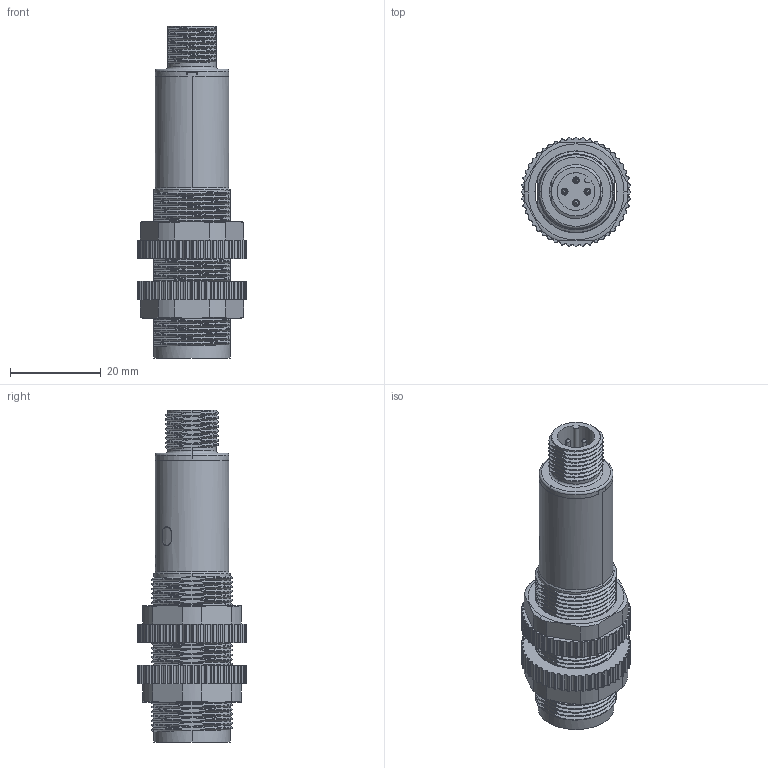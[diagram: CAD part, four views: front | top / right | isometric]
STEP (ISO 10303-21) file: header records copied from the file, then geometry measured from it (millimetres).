
FILE_DESCRIPTION((''),'2;1');
FILE_NAME('165908_ASM','2013-05-24T',('pdmadmin'),(''),'PRO/ENGINEER BY PARAMETRIC TECHNOLOGY CORPORATION, 2012300','PRO/ENGINEER BY PARAMETRIC TECHNOLOGY CORPORATION, 2012300','');
FILE_SCHEMA(('CONFIG_CONTROL_DESIGN'));
Products named in the file (9): MP_S18-2_BARREL_REV2_NON-PD_1P; 165565; 165562_ASM; 164114; 164115; 164113_ASM; 164109; 13150; 165908_ASM
Assembly tree (12 placements, depth 3):
  165908_ASM
    165562_ASM
      MP_S18-2_BARREL_REV2_NON-PD_1P
      165565
    164113_ASM
      164114
      164115  x4
    164109
    13150  x2
Bounding box: 24.13 x 24.13 x 73 mm (x, y, z)
Volume: 9909.1 mm3; surface area: 16227.1 mm2
Topology: 10 solids, 10 shells, 1267 faces, 3221 edges, 1987 vertices
Faces by surface type: plane 450, cylinder 429, bspline 288, cone 54, torus 36, extrusion 8, sphere 2
Entity records: 109253 total; most frequent: CARTESIAN_POINT 88206, ORIENTED_EDGE 4850, DIRECTION 3469, EDGE_CURVE 2425, VERTEX_POINT 1475, AXIS2_PLACEMENT_3D 1195, VECTOR 1079, LINE 1071
